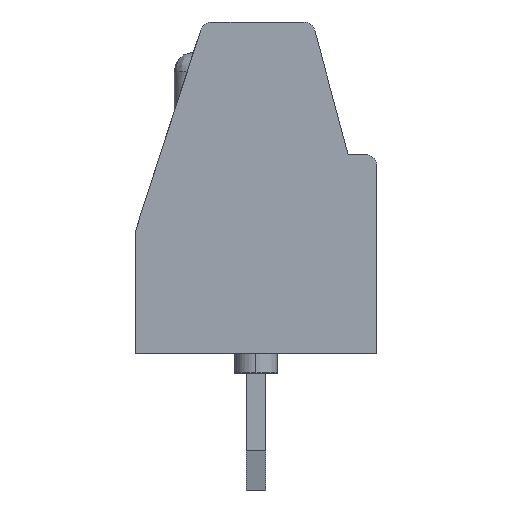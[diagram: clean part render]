
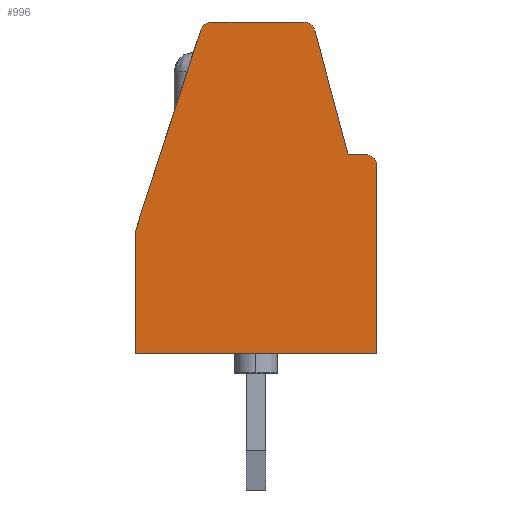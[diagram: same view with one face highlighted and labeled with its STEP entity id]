
A CAD part, left-side view. The second image highlights one B-rep face of the part: STEP entity #996.
In plain terms, the highlighted planar face has unit normal (-1, 0, 0).
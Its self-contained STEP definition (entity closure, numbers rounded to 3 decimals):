
#123 = CARTESIAN_POINT ( 'NONE',  ( -11.66, 3.1, 3.114 ) ) ;
#308 = LINE ( 'NONE', #9577, #16392 ) ;
#333 = EDGE_CURVE ( 'NONE', #8470, #1558, #8029, .T. ) ;
#496 = ORIENTED_EDGE ( 'NONE', *, *, #14905, .F. ) ;
#783 = LINE ( 'NONE', #3780, #11919 ) ;
#818 = CARTESIAN_POINT ( 'NONE',  ( -11.66, 3.1, 3.114 ) ) ;
#840 = VECTOR ( 'NONE', #1986, 1000. ) ;
#908 = CARTESIAN_POINT ( 'NONE',  ( -11.66, -2.361, 5.1 ) ) ;
#996 = ADVANCED_FACE ( 'NONE', ( #13114 ), #5075, .F. ) ;
#1016 = ORIENTED_EDGE ( 'NONE', *, *, #13421, .F. ) ;
#1558 = VERTEX_POINT ( 'NONE', #16058 ) ;
#1755 = CARTESIAN_POINT ( 'NONE',  ( -11.66, 1.417, 8.293 ) ) ;
#1986 = DIRECTION ( 'NONE',  ( 0., -0.309, 0.951 ) ) ;
#2140 = VECTOR ( 'NONE', #6191, 1000. ) ;
#2244 = EDGE_CURVE ( 'NONE', #6683, #2310, #8471, .T. ) ;
#2299 = AXIS2_PLACEMENT_3D ( 'NONE', #4550, #9723, #14977 ) ;
#2310 = VERTEX_POINT ( 'NONE', #4459 ) ;
#2480 = CARTESIAN_POINT ( 'NONE',  ( -11.66, 21.223, -6.451 ) ) ;
#2673 = CARTESIAN_POINT ( 'NONE',  ( -11.66, 3.1, 0. ) ) ;
#2938 = EDGE_CURVE ( 'NONE', #14404, #6683, #12933, .T. ) ;
#3114 = DIRECTION ( 'NONE',  ( 0., 1., 0. ) ) ;
#3429 = CARTESIAN_POINT ( 'NONE',  ( -11.66, -1.51, 8.278 ) ) ;
#3594 = CARTESIAN_POINT ( 'NONE',  ( -11.66, -2.361, 5.1 ) ) ;
#3780 = CARTESIAN_POINT ( 'NONE',  ( -11.66, -3.1, -6.451 ) ) ;
#3794 = DIRECTION ( 'NONE',  ( 1., 0., 0. ) ) ;
#3886 = VECTOR ( 'NONE', #16803, 1000. ) ;
#4021 = ORIENTED_EDGE ( 'NONE', *, *, #333, .F. ) ;
#4162 = AXIS2_PLACEMENT_3D ( 'NONE', #2480, #3794, #14356 ) ;
#4423 = CIRCLE ( 'NONE', #9120, 0.3 ) ;
#4459 = CARTESIAN_POINT ( 'NONE',  ( -11.66, -1.22, 8.5 ) ) ;
#4465 = DIRECTION ( 'NONE',  ( 0., -1., 0. ) ) ;
#4550 = CARTESIAN_POINT ( 'NONE',  ( -11.66, -1.22, 8.2 ) ) ;
#4576 = DIRECTION ( 'NONE',  ( 0., -1., 0. ) ) ;
#4688 = CARTESIAN_POINT ( 'NONE',  ( -11.66, 1.132, 8.5 ) ) ;
#4747 = VECTOR ( 'NONE', #4576, 1000. ) ;
#5075 = PLANE ( 'NONE',  #4162 ) ;
#5195 = CIRCLE ( 'NONE', #2299, 0.3 ) ;
#5776 = DIRECTION ( 'NONE',  ( 0., 0., 1. ) ) ;
#6191 = DIRECTION ( 'NONE',  ( 0., -0.259, -0.966 ) ) ;
#6414 = ORIENTED_EDGE ( 'NONE', *, *, #10983, .F. ) ;
#6471 = ORIENTED_EDGE ( 'NONE', *, *, #2938, .F. ) ;
#6683 = VERTEX_POINT ( 'NONE', #4688 ) ;
#6797 = ORIENTED_EDGE ( 'NONE', *, *, #9777, .F. ) ;
#7650 = ORIENTED_EDGE ( 'NONE', *, *, #12026, .F. ) ;
#7818 = CARTESIAN_POINT ( 'NONE',  ( -11.66, -3.1, 4.8 ) ) ;
#7965 = DIRECTION ( 'NONE',  ( 0., -1., 0. ) ) ;
#8029 = LINE ( 'NONE', #3594, #3886 ) ;
#8294 = CARTESIAN_POINT ( 'NONE',  ( -11.66, -1.51, 8.278 ) ) ;
#8295 = EDGE_CURVE ( 'NONE', #9994, #15165, #16271, .T. ) ;
#8470 = VERTEX_POINT ( 'NONE', #908 ) ;
#8471 = LINE ( 'NONE', #16347, #4747 ) ;
#8643 = ORIENTED_EDGE ( 'NONE', *, *, #17053, .F. ) ;
#8752 = EDGE_LOOP ( 'NONE', ( #496, #4021, #6414, #7650, #10698, #6471, #6797, #1016, #14427, #8643 ) ) ;
#8860 = DIRECTION ( 'NONE',  ( 0., 0., -1. ) ) ;
#9110 = AXIS2_PLACEMENT_3D ( 'NONE', #13256, #15830, #7965 ) ;
#9115 = LINE ( 'NONE', #123, #840 ) ;
#9120 = AXIS2_PLACEMENT_3D ( 'NONE', #9695, #10852, #4465 ) ;
#9577 = CARTESIAN_POINT ( 'NONE',  ( -11.66, 3.1, -6.451 ) ) ;
#9643 = VECTOR ( 'NONE', #3114, 1000. ) ;
#9695 = CARTESIAN_POINT ( 'NONE',  ( -11.66, -2.8, 4.8 ) ) ;
#9723 = DIRECTION ( 'NONE',  ( 1., 0., 0. ) ) ;
#9777 = EDGE_CURVE ( 'NONE', #10998, #14404, #9115, .T. ) ;
#9994 = VERTEX_POINT ( 'NONE', #13937 ) ;
#10401 = LINE ( 'NONE', #3429, #2140 ) ;
#10698 = ORIENTED_EDGE ( 'NONE', *, *, #2244, .F. ) ;
#10852 = DIRECTION ( 'NONE',  ( 1., 0., 0. ) ) ;
#10983 = EDGE_CURVE ( 'NONE', #12687, #8470, #10401, .T. ) ;
#10998 = VERTEX_POINT ( 'NONE', #818 ) ;
#11919 = VECTOR ( 'NONE', #8860, 1000. ) ;
#12026 = EDGE_CURVE ( 'NONE', #2310, #12687, #5195, .T. ) ;
#12687 = VERTEX_POINT ( 'NONE', #8294 ) ;
#12933 = CIRCLE ( 'NONE', #9110, 0.3 ) ;
#13114 = FACE_OUTER_BOUND ( 'NONE', #8752, .T. ) ;
#13256 = CARTESIAN_POINT ( 'NONE',  ( -11.66, 1.132, 8.2 ) ) ;
#13421 = EDGE_CURVE ( 'NONE', #15165, #10998, #308, .T. ) ;
#13937 = CARTESIAN_POINT ( 'NONE',  ( -11.66, -3.1, 0. ) ) ;
#14356 = DIRECTION ( 'NONE',  ( 0., 1., 0. ) ) ;
#14404 = VERTEX_POINT ( 'NONE', #1755 ) ;
#14427 = ORIENTED_EDGE ( 'NONE', *, *, #8295, .F. ) ;
#14905 = EDGE_CURVE ( 'NONE', #1558, #15100, #4423, .T. ) ;
#14977 = DIRECTION ( 'NONE',  ( 0., -1., 0. ) ) ;
#15100 = VERTEX_POINT ( 'NONE', #7818 ) ;
#15165 = VERTEX_POINT ( 'NONE', #2673 ) ;
#15830 = DIRECTION ( 'NONE',  ( 1., 0., 0. ) ) ;
#16058 = CARTESIAN_POINT ( 'NONE',  ( -11.66, -2.8, 5.1 ) ) ;
#16271 = LINE ( 'NONE', #17136, #9643 ) ;
#16347 = CARTESIAN_POINT ( 'NONE',  ( -11.66, 21.223, 8.5 ) ) ;
#16392 = VECTOR ( 'NONE', #5776, 1000. ) ;
#16803 = DIRECTION ( 'NONE',  ( 0., -1., 0. ) ) ;
#17053 = EDGE_CURVE ( 'NONE', #15100, #9994, #783, .T. ) ;
#17136 = CARTESIAN_POINT ( 'NONE',  ( -11.66, -2.54, 0. ) ) ;
